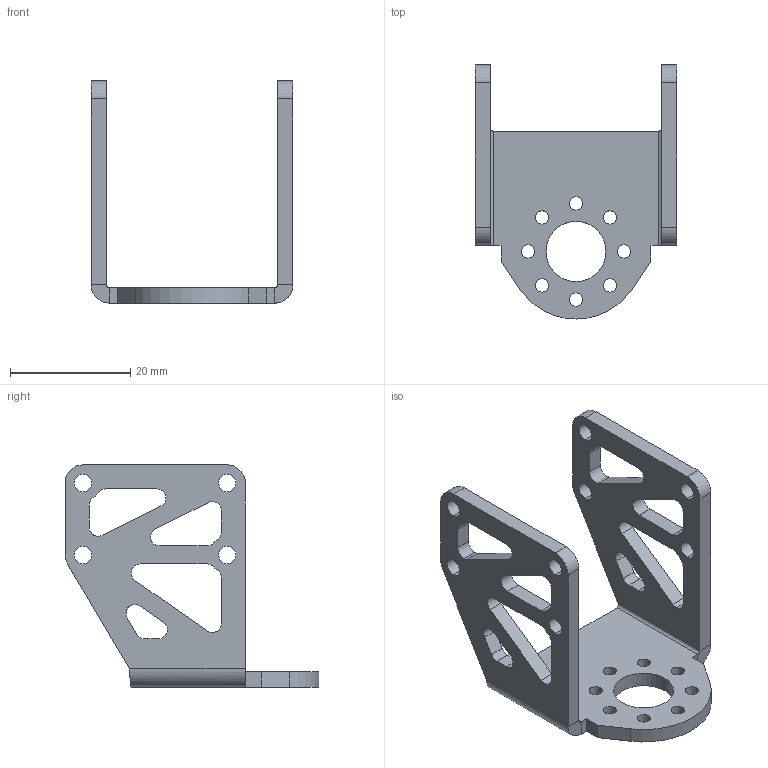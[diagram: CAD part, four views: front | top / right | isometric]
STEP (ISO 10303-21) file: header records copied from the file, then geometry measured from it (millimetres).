
FILE_DESCRIPTION (( 'STEP AP214' ), '1' );
FILE_NAME ('G_Mount.STEP', '2023-11-23T05:52:04', ( '' ), ( '' ), 'SwSTEP 2.0', 'SolidWorks 2022', '' );
FILE_SCHEMA (( 'AUTOMOTIVE_DESIGN' ));
Length unit declared in the file: millimetre
Products named in the file (1): G_Mount
Bounding box: 33.58 x 42.25 x 37 mm (x, y, z)
Volume: 5107.3 mm3; surface area: 5788.6 mm2
Topology: 1 solids, 1 shells, 134 faces, 380 edges, 248 vertices
Faces by surface type: cylinder 85, plane 47, bspline 2
Entity records: 4628 total; most frequent: CARTESIAN_POINT 869, DIRECTION 808, ORIENTED_EDGE 760, EDGE_CURVE 380, AXIS2_PLACEMENT_3D 299, VERTEX_POINT 248, LINE 210, VECTOR 210
